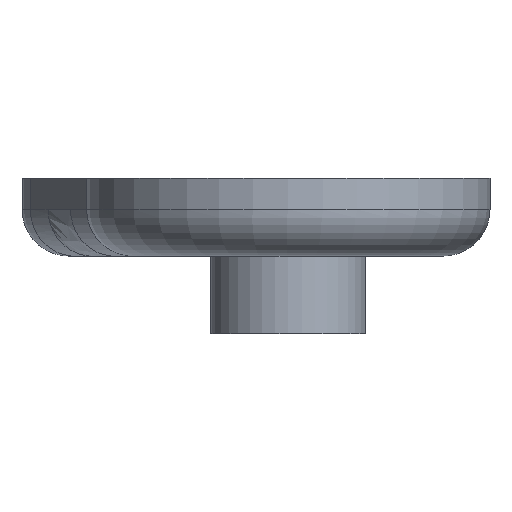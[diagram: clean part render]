
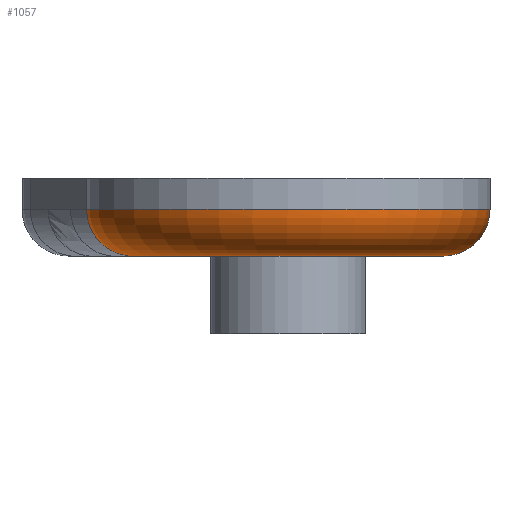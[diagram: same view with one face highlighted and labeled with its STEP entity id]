
A CAD part, left-side view. The second image highlights one B-rep face of the part: STEP entity #1057.
In plain terms, the highlighted toroidal (fillet/blend) face has major radius 10 mm and minor radius 3 mm.
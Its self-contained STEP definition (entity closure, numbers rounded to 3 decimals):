
#33 = PLANE('',#34);
#34 = AXIS2_PLACEMENT_3D('',#35,#36,#37);
#35 = CARTESIAN_POINT('',(65.,10.,0.));
#36 = DIRECTION('',(0.,0.,-1.));
#37 = DIRECTION('',(-1.,0.,0.));
#119 = VERTEX_POINT('',#120);
#120 = CARTESIAN_POINT('',(-0.138,-10.003,
    0.));
#134 = CYLINDRICAL_SURFACE('',#135,3.);
#135 = AXIS2_PLACEMENT_3D('',#136,#137,#138);
#136 = CARTESIAN_POINT('',(64.862,-7.003,3.));
#137 = DIRECTION('',(-0.999,-0.046,-0.));
#138 = DIRECTION('',(0.,0.,-1.));
#146 = EDGE_CURVE('',#119,#147,#149,.T.);
#147 = VERTEX_POINT('',#148);
#148 = CARTESIAN_POINT('',(0.,10.,0.));
#149 = SURFACE_CURVE('',#150,(#155,#162),.PCURVE_S1.);
#150 = CIRCLE('',#151,10.);
#151 = AXIS2_PLACEMENT_3D('',#152,#153,#154);
#152 = CARTESIAN_POINT('',(0.,0.,0.));
#153 = DIRECTION('',(0.,0.,-1.));
#154 = DIRECTION('',(0.,-1.,-0.));
#155 = PCURVE('',#33,#156);
#156 = DEFINITIONAL_REPRESENTATION('',(#157),#161);
#157 = CIRCLE('',#158,10.);
#158 = AXIS2_PLACEMENT_2D('',#159,#160);
#159 = CARTESIAN_POINT('',(65.,-10.));
#160 = DIRECTION('',(0.,-1.));
#161 = ( GEOMETRIC_REPRESENTATION_CONTEXT(2) 
PARAMETRIC_REPRESENTATION_CONTEXT() REPRESENTATION_CONTEXT('2D SPACE',''
  ) );
#162 = PCURVE('',#163,#168);
#163 = TOROIDAL_SURFACE('',#164,10.,3.);
#164 = AXIS2_PLACEMENT_3D('',#165,#166,#167);
#165 = CARTESIAN_POINT('',(0.,0.,3.));
#166 = DIRECTION('',(0.,0.,1.));
#167 = DIRECTION('',(0.,-1.,-0.));
#168 = DEFINITIONAL_REPRESENTATION('',(#169),#173);
#169 = LINE('',#170,#171);
#170 = CARTESIAN_POINT('',(-0.,4.712));
#171 = VECTOR('',#172,1.);
#172 = DIRECTION('',(-1.,0.));
#173 = ( GEOMETRIC_REPRESENTATION_CONTEXT(2) 
PARAMETRIC_REPRESENTATION_CONTEXT() REPRESENTATION_CONTEXT('2D SPACE',''
  ) );
#191 = CYLINDRICAL_SURFACE('',#192,3.);
#192 = AXIS2_PLACEMENT_3D('',#193,#194,#195);
#193 = CARTESIAN_POINT('',(-0.138,10.003,3.));
#194 = DIRECTION('',(0.999,-0.046,0.));
#195 = DIRECTION('',(0.,0.,-1.));
#926 = VERTEX_POINT('',#927);
#927 = CARTESIAN_POINT('',(0.,-13.,3.));
#953 = EDGE_CURVE('',#119,#926,#954,.T.);
#954 = SURFACE_CURVE('',#955,(#960,#966),.PCURVE_S1.);
#955 = CIRCLE('',#956,3.);
#956 = AXIS2_PLACEMENT_3D('',#957,#958,#959);
#957 = CARTESIAN_POINT('',(-0.138,-10.003,3.));
#958 = DIRECTION('',(-0.999,-0.046,-0.));
#959 = DIRECTION('',(0.,0.,-1.));
#960 = PCURVE('',#134,#961);
#961 = DEFINITIONAL_REPRESENTATION('',(#962),#965);
#962 = B_SPLINE_CURVE_WITH_KNOTS('',1,(#963,#964),.UNSPECIFIED.,.F.,.F.,
  (2,2),(0.,1.571),.PIECEWISE_BEZIER_KNOTS.);
#963 = CARTESIAN_POINT('',(0.,65.069));
#964 = CARTESIAN_POINT('',(1.571,65.069));
#965 = ( GEOMETRIC_REPRESENTATION_CONTEXT(2) 
PARAMETRIC_REPRESENTATION_CONTEXT() REPRESENTATION_CONTEXT('2D SPACE',''
  ) );
#966 = PCURVE('',#163,#967);
#967 = DEFINITIONAL_REPRESENTATION('',(#968),#971);
#968 = B_SPLINE_CURVE_WITH_KNOTS('',1,(#969,#970),.UNSPECIFIED.,.F.,.F.,
  (2,2),(0.,1.571),.PIECEWISE_BEZIER_KNOTS.);
#969 = CARTESIAN_POINT('',(0.,4.712));
#970 = CARTESIAN_POINT('',(0.,6.283));
#971 = ( GEOMETRIC_REPRESENTATION_CONTEXT(2) 
PARAMETRIC_REPRESENTATION_CONTEXT() REPRESENTATION_CONTEXT('2D SPACE',''
  ) );
#1057 = ADVANCED_FACE('',(#1058),#163,.T.);
#1058 = FACE_BOUND('',#1059,.F.);
#1059 = EDGE_LOOP('',(#1060,#1061,#1062,#1084));
#1060 = ORIENTED_EDGE('',*,*,#953,.F.);
#1061 = ORIENTED_EDGE('',*,*,#146,.T.);
#1062 = ORIENTED_EDGE('',*,*,#1063,.T.);
#1063 = EDGE_CURVE('',#147,#1064,#1066,.T.);
#1064 = VERTEX_POINT('',#1065);
#1065 = CARTESIAN_POINT('',(0.,13.,3.));
#1066 = SURFACE_CURVE('',#1067,(#1072,#1078),.PCURVE_S1.);
#1067 = CIRCLE('',#1068,3.);
#1068 = AXIS2_PLACEMENT_3D('',#1069,#1070,#1071);
#1069 = CARTESIAN_POINT('',(0.,10.,3.));
#1070 = DIRECTION('',(1.,0.,-0.));
#1071 = DIRECTION('',(0.,1.,0.));
#1072 = PCURVE('',#163,#1073);
#1073 = DEFINITIONAL_REPRESENTATION('',(#1074),#1077);
#1074 = B_SPLINE_CURVE_WITH_KNOTS('',1,(#1075,#1076),.UNSPECIFIED.,.F.,
  .F.,(2,2),(4.712,6.283),.PIECEWISE_BEZIER_KNOTS.);
#1075 = CARTESIAN_POINT('',(-3.142,4.712));
#1076 = CARTESIAN_POINT('',(-3.142,6.283));
#1077 = ( GEOMETRIC_REPRESENTATION_CONTEXT(2) 
PARAMETRIC_REPRESENTATION_CONTEXT() REPRESENTATION_CONTEXT('2D SPACE',''
  ) );
#1078 = PCURVE('',#191,#1079);
#1079 = DEFINITIONAL_REPRESENTATION('',(#1080),#1083);
#1080 = B_SPLINE_CURVE_WITH_KNOTS('',1,(#1081,#1082),.UNSPECIFIED.,.F.,
  .F.,(2,2),(4.712,6.283),.PIECEWISE_BEZIER_KNOTS.);
#1081 = CARTESIAN_POINT('',(0.,0.));
#1082 = CARTESIAN_POINT('',(1.571,0.));
#1083 = ( GEOMETRIC_REPRESENTATION_CONTEXT(2) 
PARAMETRIC_REPRESENTATION_CONTEXT() REPRESENTATION_CONTEXT('2D SPACE',''
  ) );
#1084 = ORIENTED_EDGE('',*,*,#1085,.F.);
#1085 = EDGE_CURVE('',#926,#1064,#1086,.T.);
#1086 = SURFACE_CURVE('',#1087,(#1092,#1099),.PCURVE_S1.);
#1087 = CIRCLE('',#1088,13.);
#1088 = AXIS2_PLACEMENT_3D('',#1089,#1090,#1091);
#1089 = CARTESIAN_POINT('',(0.,0.,3.));
#1090 = DIRECTION('',(0.,0.,-1.));
#1091 = DIRECTION('',(0.,-1.,-0.));
#1092 = PCURVE('',#163,#1093);
#1093 = DEFINITIONAL_REPRESENTATION('',(#1094),#1098);
#1094 = LINE('',#1095,#1096);
#1095 = CARTESIAN_POINT('',(-0.,6.283));
#1096 = VECTOR('',#1097,1.);
#1097 = DIRECTION('',(-1.,0.));
#1098 = ( GEOMETRIC_REPRESENTATION_CONTEXT(2) 
PARAMETRIC_REPRESENTATION_CONTEXT() REPRESENTATION_CONTEXT('2D SPACE',''
  ) );
#1099 = PCURVE('',#1100,#1105);
#1100 = CYLINDRICAL_SURFACE('',#1101,13.);
#1101 = AXIS2_PLACEMENT_3D('',#1102,#1103,#1104);
#1102 = CARTESIAN_POINT('',(0.,0.,0.));
#1103 = DIRECTION('',(-0.,-0.,-1.));
#1104 = DIRECTION('',(1.,0.,0.));
#1105 = DEFINITIONAL_REPRESENTATION('',(#1106),#1110);
#1106 = LINE('',#1107,#1108);
#1107 = CARTESIAN_POINT('',(-4.712,-3.));
#1108 = VECTOR('',#1109,1.);
#1109 = DIRECTION('',(1.,-0.));
#1110 = ( GEOMETRIC_REPRESENTATION_CONTEXT(2) 
PARAMETRIC_REPRESENTATION_CONTEXT() REPRESENTATION_CONTEXT('2D SPACE',''
  ) );
